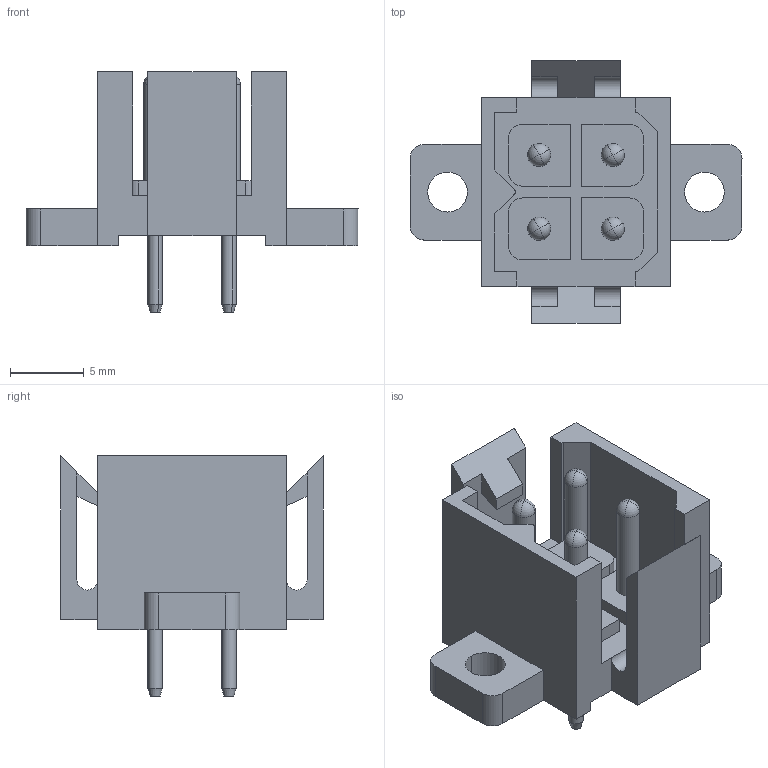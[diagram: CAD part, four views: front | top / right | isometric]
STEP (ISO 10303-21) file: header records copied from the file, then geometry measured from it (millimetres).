
FILE_DESCRIPTION(('CATIA V5 STEP Exchange','CAx-IF Rec.Pracs.--- Model Styling and Organization---1.4--- 2014-01-23'),'2;1');
FILE_NAME ('D1489191_0_1413900000_1413900000.stp','2021-06-09T08:32:21+00:00',('none'),('Weidmueller'),'CATIA Version 5-6 Release 2016 SP3 HF44','CATIA V5 STEP AP214','none');
FILE_SCHEMA(('AUTOMOTIVE_DESIGN { 1 0 10303 214 1 1 1 1 }'));
Length unit declared in the file: millimetre
Products named in the file (1): 1413900000
Bounding box: 22.5 x 17.8 x 16.3 mm (x, y, z)
Volume: 1193.4 mm3; surface area: 1955.4 mm2
Topology: 5 solids, 5 shells, 150 faces, 404 edges, 256 vertices
Faces by surface type: plane 83, cylinder 43, sphere 16, cone 8
Entity records: 4623 total; most frequent: CARTESIAN_POINT 857, ORIENTED_EDGE 776, DIRECTION 628, EDGE_CURVE 388, VECTOR 270, LINE 270, VERTEX_POINT 256, AXIS2_PLACEMENT_3D 235
